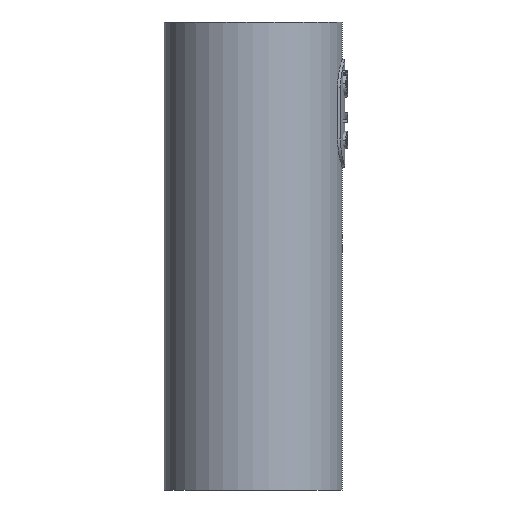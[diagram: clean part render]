
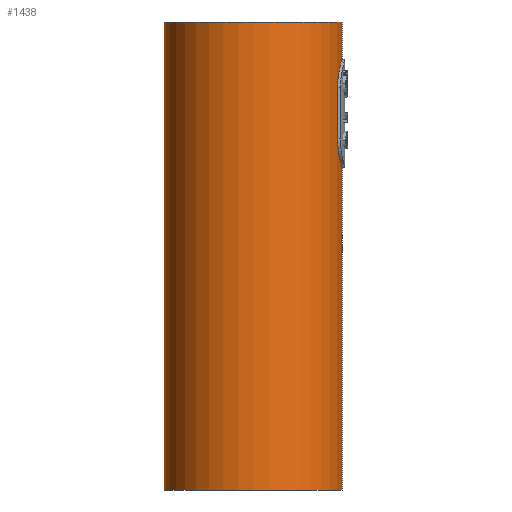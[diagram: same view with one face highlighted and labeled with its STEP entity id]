
A CAD part, front view. The second image highlights one B-rep face of the part: STEP entity #1438.
In plain terms, the highlighted cylindrical face has radius 9.5 mm (diameter 19 mm), a full revolution.
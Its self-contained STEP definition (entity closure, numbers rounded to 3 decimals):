
#335 = CARTESIAN_POINT ( 'NONE',  ( 0., 0., 25. ) ) ;
#351 = AXIS2_PLACEMENT_3D ( 'NONE', #335, #2194, #610 ) ;
#515 = CARTESIAN_POINT ( 'NONE',  ( 9.5, 0., 25. ) ) ;
#610 = DIRECTION ( 'NONE',  ( 1., 0., 0. ) ) ;
#716 = AXIS2_PLACEMENT_3D ( 'NONE', #2861, #2614, #2331 ) ;
#902 = VERTEX_POINT ( 'NONE', #2921 ) ;
#993 = CIRCLE ( 'NONE', #351, 9.5 ) ;
#1156 = DIRECTION ( 'NONE',  ( 0., 0., 1. ) ) ;
#1414 = VERTEX_POINT ( 'NONE', #515 ) ;
#1438 = ADVANCED_FACE ( 'NONE', ( #2555, #2458 ), #2347, .T. ) ;
#1506 = EDGE_LOOP ( 'NONE', ( #2657 ) ) ;
#2173 = AXIS2_PLACEMENT_3D ( 'NONE', #2760, #1156, #3022 ) ;
#2194 = DIRECTION ( 'NONE',  ( 0., 0., 1. ) ) ;
#2205 = EDGE_LOOP ( 'NONE', ( #3270 ) ) ;
#2286 = EDGE_CURVE ( 'NONE', #902, #902, #3345, .T. ) ;
#2331 = DIRECTION ( 'NONE',  ( 1., 0., 0. ) ) ;
#2347 = CYLINDRICAL_SURFACE ( 'NONE', #716, 9.5 ) ;
#2458 = FACE_OUTER_BOUND ( 'NONE', #2205, .T. ) ;
#2555 = FACE_OUTER_BOUND ( 'NONE', #1506, .T. ) ;
#2614 = DIRECTION ( 'NONE',  ( 0., 0., 1. ) ) ;
#2657 = ORIENTED_EDGE ( 'NONE', *, *, #3282, .F. ) ;
#2760 = CARTESIAN_POINT ( 'NONE',  ( 0., 0., -25. ) ) ;
#2861 = CARTESIAN_POINT ( 'NONE',  ( 0., 0., 229.444 ) ) ;
#2921 = CARTESIAN_POINT ( 'NONE',  ( 9.5, 0., -25. ) ) ;
#3022 = DIRECTION ( 'NONE',  ( 1., 0., 0. ) ) ;
#3270 = ORIENTED_EDGE ( 'NONE', *, *, #2286, .T. ) ;
#3282 = EDGE_CURVE ( 'NONE', #1414, #1414, #993, .T. ) ;
#3345 = CIRCLE ( 'NONE', #2173, 9.5 ) ;
